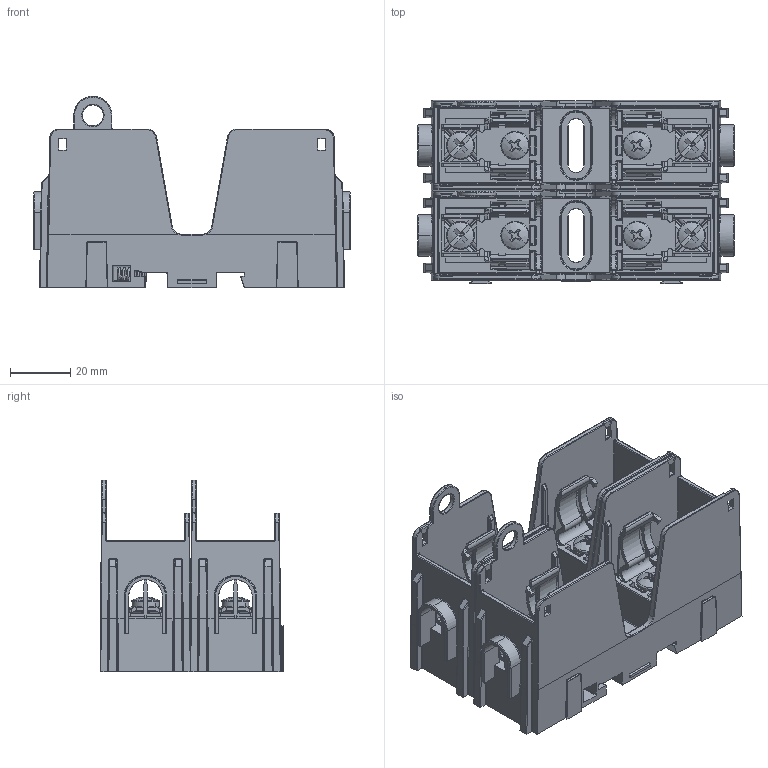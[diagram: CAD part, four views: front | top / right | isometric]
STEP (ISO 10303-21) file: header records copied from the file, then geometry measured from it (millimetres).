
FILE_DESCRIPTION (( 'STEP AP214' ), '1' );
FILE_NAME ('OUT-380444-2.STEP', '2024-02-26T22:05:03', ( '' ), ( '' ), 'SwSTEP 2.0', 'SolidWorks 2021', '' );
FILE_SCHEMA (( 'AUTOMOTIVE_DESIGN' ));
Length unit declared in the file: inch
Products named in the file (9): 280233^OUT-380444; 360386_WITH REINFORCING SPRING; 370038_WITH REINFORCING SPRING; OUT-380444-2; 220034_2022N118; 330832_OVER CLIP; F08923; F08936_90272A147; 410046
Assembly tree (17 placements, depth 3):
  OUT-380444-2
    410046  x2
    360386_WITH REINFORCING SPRING  x4
      370038_WITH REINFORCING SPRING
      330832_OVER CLIP
      F08923
    F08936_90272A147  x4
    220034_2022N118  x2
    280233^OUT-380444  x2
Bounding box: 105.4 x 60.96 x 63.75 mm (x, y, z)
Volume: 116902 mm3; surface area: 98001.7 mm2
Topology: 24 solids, 24 shells, 4664 faces, 11378 edges, 6748 vertices
Faces by surface type: plane 1824, cylinder 1710, bspline 372, cone 358, sphere 256, torus 144
Entity records: 59689 total; most frequent: CARTESIAN_POINT 20513, ORIENTED_EDGE 8540, DIRECTION 7730, EDGE_CURVE 4270, AXIS2_PLACEMENT_3D 2709, VERTEX_POINT 2531, LINE 2312, VECTOR 2312
